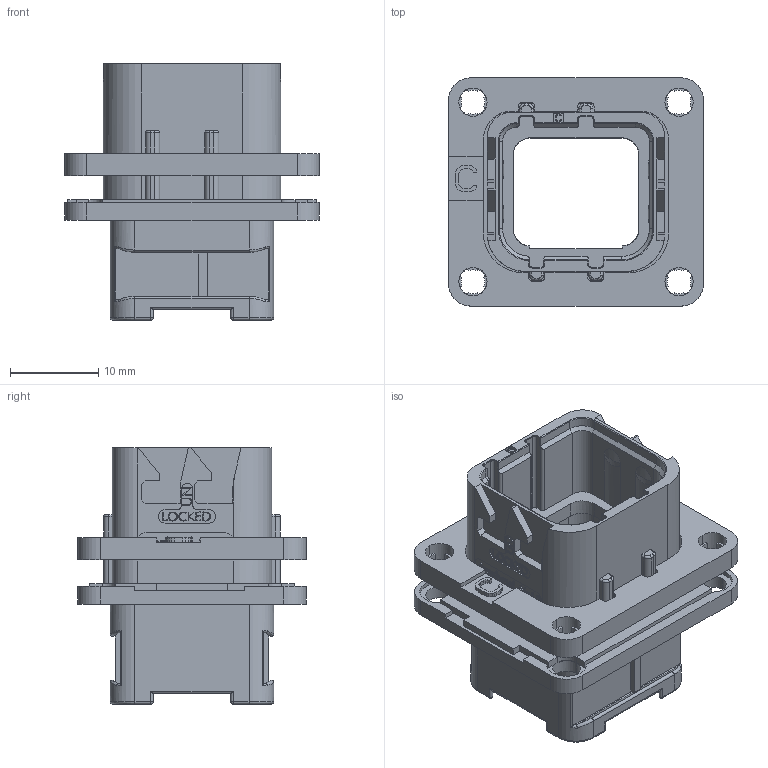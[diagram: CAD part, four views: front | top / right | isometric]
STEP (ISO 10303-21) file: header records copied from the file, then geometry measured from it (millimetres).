
FILE_DESCRIPTION((''),'2;1');
FILE_NAME('SIM2B24C120','2019-10-21T',('presta_be4'),(''),'CREO PARAMETRIC BY PTC INC, 2018360','CREO PARAMETRIC BY PTC INC, 2018360','');
FILE_SCHEMA(('CONFIG_CONTROL_DESIGN'));
Products named in the file (1): SIM2B24C120
Bounding box: 28.8 x 25.8 x 28.97 mm (x, y, z)
Volume: 4990 mm3; surface area: 6455.4 mm2
Topology: 2 solids, 2 shells, 1667 faces, 4611 edges, 3007 vertices
Faces by surface type: plane 730, extrusion 608, cylinder 225, torus 44, bspline 28, sphere 24, cone 8
Entity records: 56158 total; most frequent: CARTESIAN_POINT 15969, ORIENTED_EDGE 9206, DIRECTION 6425, EDGE_CURVE 4603, VECTOR 3317, VERTEX_POINT 3007, LINE 2709, B_SPLINE_CURVE_WITH_KNOTS 1979
